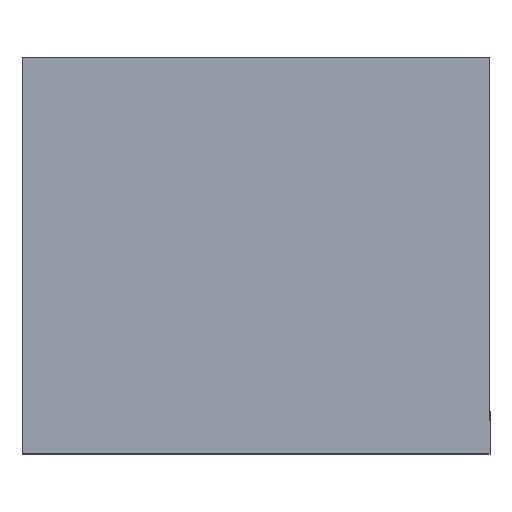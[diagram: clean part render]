
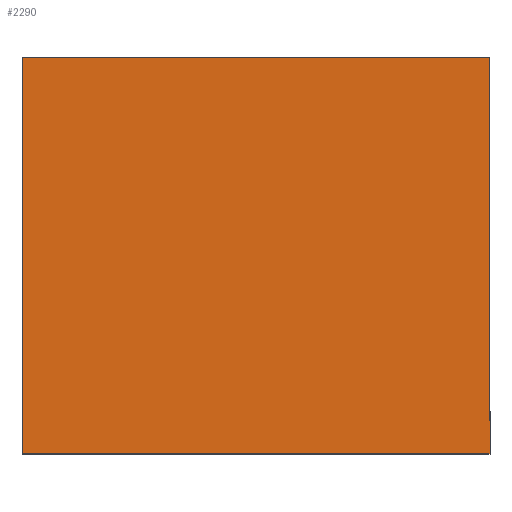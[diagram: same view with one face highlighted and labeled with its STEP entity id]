
A CAD part, top view. The second image highlights one B-rep face of the part: STEP entity #2290.
In plain terms, the highlighted planar face has unit normal (0, 0, 1).
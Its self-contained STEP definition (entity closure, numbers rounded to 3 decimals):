
#616=ORIENTED_EDGE('',*,*,#1017,.T.);
#617=ORIENTED_EDGE('',*,*,#1018,.F.);
#618=ORIENTED_EDGE('',*,*,#1019,.F.);
#619=ORIENTED_EDGE('',*,*,#1020,.T.);
#1017=EDGE_CURVE('',#1244,#1245,#1531,.T.);
#1018=EDGE_CURVE('',#1246,#1245,#1532,.T.);
#1019=EDGE_CURVE('',#1247,#1246,#1533,.T.);
#1020=EDGE_CURVE('',#1247,#1244,#1534,.T.);
#1244=VERTEX_POINT('',#3648);
#1245=VERTEX_POINT('',#3649);
#1246=VERTEX_POINT('',#3651);
#1247=VERTEX_POINT('',#3653);
#1531=LINE('',#3647,#1821);
#1532=LINE('',#3650,#1822);
#1533=LINE('',#3652,#1823);
#1534=LINE('',#3654,#1824);
#1821=VECTOR('',#2990,1000.);
#1822=VECTOR('',#2991,1000.);
#1823=VECTOR('',#2992,1000.);
#1824=VECTOR('',#2993,1000.);
#1958=EDGE_LOOP('',(#616,#617,#618,#619));
#2078=FACE_BOUND('',#1958,.T.);
#2184=PLANE('',#2464);
#2290=ADVANCED_FACE('',(#2078),#2184,.F.);
#2464=AXIS2_PLACEMENT_3D('',#3646,#2988,#2989);
#2988=DIRECTION('',(0.,0.,-1.));
#2989=DIRECTION('',(-1.,0.,0.));
#2990=DIRECTION('',(-1.,0.,0.));
#2991=DIRECTION('',(0.,1.,0.));
#2992=DIRECTION('',(-1.,0.,0.));
#2993=DIRECTION('',(0.,1.,0.));
#3646=CARTESIAN_POINT('',(2.75,-3.25,1.4));
#3647=CARTESIAN_POINT('',(2.75,3.25,1.4));
#3648=CARTESIAN_POINT('',(2.75,3.25,1.4));
#3649=CARTESIAN_POINT('',(-2.75,3.25,1.4));
#3650=CARTESIAN_POINT('',(-2.75,-3.25,1.4));
#3651=CARTESIAN_POINT('',(-2.75,-3.25,1.4));
#3652=CARTESIAN_POINT('',(2.75,-3.25,1.4));
#3653=CARTESIAN_POINT('',(2.75,-3.25,1.4));
#3654=CARTESIAN_POINT('',(2.75,-3.25,1.4));
